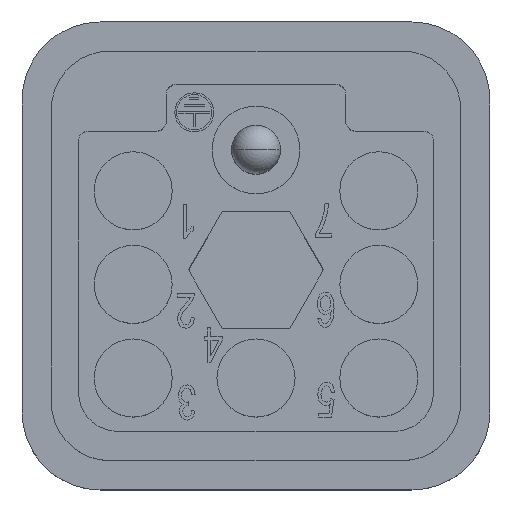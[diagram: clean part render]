
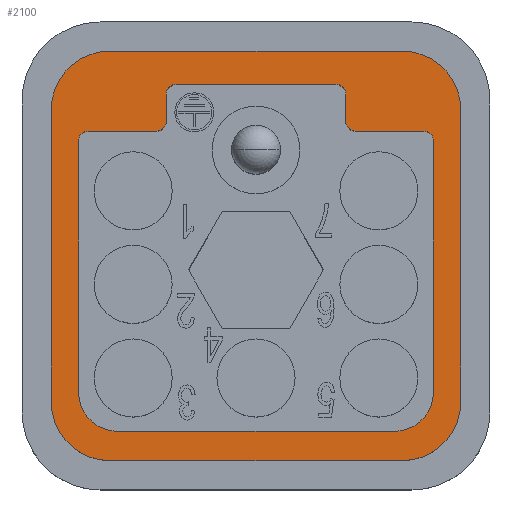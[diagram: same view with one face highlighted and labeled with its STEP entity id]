
A CAD part, top view. The second image highlights one B-rep face of the part: STEP entity #2100.
In plain terms, the highlighted planar face has unit normal (0, 0, 1).
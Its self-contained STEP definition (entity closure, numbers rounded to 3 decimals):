
#10=CARTESIAN_POINT('',(74.873,58.346,12.3));
#20=DIRECTION('',(0.,0.,-1.));
#30=DIRECTION('',(-1.,0.,0.));
#40=AXIS2_PLACEMENT_3D('',#10,#20,#30);
#50=PLANE('',#40);
#60=CARTESIAN_POINT('',(87.806,42.848,12.3));
#70=DIRECTION('',(0.,0.,-1.));
#80=DIRECTION('',(-1.,0.,0.));
#90=AXIS2_PLACEMENT_3D('',#60,#70,#80);
#100=CIRCLE('',#90,2.);
#110=CARTESIAN_POINT('',(89.806,42.848,12.3));
#120=VERTEX_POINT('',#110);
#130=CARTESIAN_POINT('',(87.806,40.848,12.3));
#140=VERTEX_POINT('',#130);
#150=EDGE_CURVE('',#120,#140,#100,.T.);
#160=ORIENTED_EDGE('',*,*,#150,.T.);
#170=CARTESIAN_POINT('',(89.806,58.346,12.3));
#180=DIRECTION('',(0.,1.,0.));
#190=VECTOR('',#180,1.);
#200=LINE('',#170,#190);
#210=CARTESIAN_POINT('',(89.806,55.748,12.3));
#220=VERTEX_POINT('',#210);
#230=EDGE_CURVE('',#120,#220,#200,.T.);
#240=ORIENTED_EDGE('',*,*,#230,.F.);
#250=CARTESIAN_POINT('',(89.306,55.748,12.3));
#260=DIRECTION('',(0.,0.,-1.));
#270=DIRECTION('',(-1.,0.,0.));
#280=AXIS2_PLACEMENT_3D('',#250,#260,#270);
#290=CIRCLE('',#280,0.5);
#300=CARTESIAN_POINT('',(89.306,56.248,12.3));
#310=VERTEX_POINT('',#300);
#320=EDGE_CURVE('',#310,#220,#290,.T.);
#330=ORIENTED_EDGE('',*,*,#320,.T.);
#340=CARTESIAN_POINT('',(74.873,56.248,12.3));
#350=DIRECTION('',(-1.,0.,0.));
#360=VECTOR('',#350,1.);
#370=LINE('',#340,#360);
#380=CARTESIAN_POINT('',(85.816,56.248,12.3));
#390=VERTEX_POINT('',#380);
#400=EDGE_CURVE('',#310,#390,#370,.T.);
#410=ORIENTED_EDGE('',*,*,#400,.F.);
#420=CARTESIAN_POINT('',(85.816,56.758,12.3));
#430=DIRECTION('',(0.,0.,1.));
#440=DIRECTION('',(1.,0.,0.));
#450=AXIS2_PLACEMENT_3D('',#420,#430,#440);
#460=CIRCLE('',#450,0.51);
#470=CARTESIAN_POINT('',(85.306,56.758,12.3));
#480=VERTEX_POINT('',#470);
#490=EDGE_CURVE('',#480,#390,#460,.T.);
#500=ORIENTED_EDGE('',*,*,#490,.T.);
#510=CARTESIAN_POINT('',(85.306,58.346,12.3));
#520=DIRECTION('',(0.,1.,0.));
#530=VECTOR('',#520,1.);
#540=LINE('',#510,#530);
#550=CARTESIAN_POINT('',(85.306,58.138,12.3));
#560=VERTEX_POINT('',#550);
#570=EDGE_CURVE('',#480,#560,#540,.T.);
#580=ORIENTED_EDGE('',*,*,#570,.F.);
#590=CARTESIAN_POINT('',(84.796,58.138,12.3));
#600=DIRECTION('',(0.,0.,-1.));
#610=DIRECTION('',(-1.,0.,0.));
#620=AXIS2_PLACEMENT_3D('',#590,#600,#610);
#630=CIRCLE('',#620,0.51);
#640=CARTESIAN_POINT('',(84.796,58.648,12.3));
#650=VERTEX_POINT('',#640);
#660=EDGE_CURVE('',#650,#560,#630,.T.);
#670=ORIENTED_EDGE('',*,*,#660,.T.);
#680=CARTESIAN_POINT('',(74.873,58.648,12.3));
#690=DIRECTION('',(-1.,0.,0.));
#700=VECTOR('',#690,1.);
#710=LINE('',#680,#700);
#720=CARTESIAN_POINT('',(76.616,58.648,12.3));
#730=VERTEX_POINT('',#720);
#740=EDGE_CURVE('',#650,#730,#710,.T.);
#750=ORIENTED_EDGE('',*,*,#740,.F.);
#760=CARTESIAN_POINT('',(76.616,58.138,12.3));
#770=DIRECTION('',(0.,0.,-1.));
#780=DIRECTION('',(-1.,0.,0.));
#790=AXIS2_PLACEMENT_3D('',#760,#770,#780);
#800=CIRCLE('',#790,0.51);
#810=CARTESIAN_POINT('',(76.106,58.138,12.3));
#820=VERTEX_POINT('',#810);
#830=EDGE_CURVE('',#820,#730,#800,.T.);
#840=ORIENTED_EDGE('',*,*,#830,.T.);
#850=CARTESIAN_POINT('',(76.106,58.346,12.3));
#860=DIRECTION('',(0.,-1.,-0.));
#870=VECTOR('',#860,1.);
#880=LINE('',#850,#870);
#890=CARTESIAN_POINT('',(76.106,56.758,12.3));
#900=VERTEX_POINT('',#890);
#910=EDGE_CURVE('',#820,#900,#880,.T.);
#920=ORIENTED_EDGE('',*,*,#910,.F.);
#930=CARTESIAN_POINT('',(75.596,56.758,12.3));
#940=DIRECTION('',(0.,0.,1.));
#950=DIRECTION('',(1.,0.,0.));
#960=AXIS2_PLACEMENT_3D('',#930,#940,#950);
#970=CIRCLE('',#960,0.51);
#980=CARTESIAN_POINT('',(75.596,56.248,12.3));
#990=VERTEX_POINT('',#980);
#1000=EDGE_CURVE('',#990,#900,#970,.T.);
#1010=ORIENTED_EDGE('',*,*,#1000,.T.);
#1020=CARTESIAN_POINT('',(72.106,56.248,12.3));
#1030=VERTEX_POINT('',#1020);
#1040=EDGE_CURVE('',#990,#1030,#370,.T.);
#1050=ORIENTED_EDGE('',*,*,#1040,.F.);
#1060=CARTESIAN_POINT('',(72.106,55.748,12.3));
#1070=DIRECTION('',(0.,0.,-1.));
#1080=DIRECTION('',(-1.,0.,0.));
#1090=AXIS2_PLACEMENT_3D('',#1060,#1070,#1080);
#1100=CIRCLE('',#1090,0.5);
#1110=CARTESIAN_POINT('',(71.606,55.748,12.3));
#1120=VERTEX_POINT('',#1110);
#1130=EDGE_CURVE('',#1120,#1030,#1100,.T.);
#1140=ORIENTED_EDGE('',*,*,#1130,.T.);
#1150=CARTESIAN_POINT('',(71.606,58.346,12.3));
#1160=DIRECTION('',(0.,-1.,-0.));
#1170=VECTOR('',#1160,1.);
#1180=LINE('',#1150,#1170);
#1190=CARTESIAN_POINT('',(71.606,42.848,12.3));
#1200=VERTEX_POINT('',#1190);
#1210=EDGE_CURVE('',#1120,#1200,#1180,.T.);
#1220=ORIENTED_EDGE('',*,*,#1210,.F.);
#1230=CARTESIAN_POINT('',(73.606,42.848,12.3));
#1240=DIRECTION('',(0.,0.,-1.));
#1250=DIRECTION('',(-1.,0.,0.));
#1260=AXIS2_PLACEMENT_3D('',#1230,#1240,#1250);
#1270=CIRCLE('',#1260,2.);
#1280=CARTESIAN_POINT('',(73.606,40.848,12.3));
#1290=VERTEX_POINT('',#1280);
#1300=EDGE_CURVE('',#1290,#1200,#1270,.T.);
#1310=ORIENTED_EDGE('',*,*,#1300,.T.);
#1320=CARTESIAN_POINT('',(74.873,40.848,12.3));
#1330=DIRECTION('',(1.,0.,0.));
#1340=VECTOR('',#1330,1.);
#1350=LINE('',#1320,#1340);
#1360=EDGE_CURVE('',#1290,#140,#1350,.T.);
#1370=ORIENTED_EDGE('',*,*,#1360,.F.);
#1380=EDGE_LOOP('',(#1370,#1310,#1220,#1140,#1050,#1010,#920,#840,#750,
#670,#580,#500,#410,#330,#240,#160));
#1390=FACE_BOUND('',#1380,.T.);
#1400=CARTESIAN_POINT('',(88.206,57.348,12.3));
#1410=DIRECTION('',(0.,0.,-1.));
#1420=DIRECTION('',(-1.,0.,0.));
#1430=AXIS2_PLACEMENT_3D('',#1400,#1410,#1420);
#1440=CIRCLE('',#1430,3.);
#1450=CARTESIAN_POINT('',(88.206,60.348,12.3));
#1460=VERTEX_POINT('',#1450);
#1470=CARTESIAN_POINT('',(91.206,57.348,12.3));
#1480=VERTEX_POINT('',#1470);
#1490=EDGE_CURVE('',#1460,#1480,#1440,.T.);
#1500=ORIENTED_EDGE('',*,*,#1490,.F.);
#1510=CARTESIAN_POINT('',(91.206,58.346,12.3));
#1520=DIRECTION('',(0.,-1.,0.));
#1530=VECTOR('',#1520,1.);
#1540=LINE('',#1510,#1530);
#1550=CARTESIAN_POINT('',(91.206,42.348,12.3));
#1560=VERTEX_POINT('',#1550);
#1570=EDGE_CURVE('',#1480,#1560,#1540,.T.);
#1580=ORIENTED_EDGE('',*,*,#1570,.F.);
#1590=CARTESIAN_POINT('',(88.206,42.348,12.3));
#1600=DIRECTION('',(0.,0.,1.));
#1610=DIRECTION('',(1.,0.,0.));
#1620=AXIS2_PLACEMENT_3D('',#1590,#1600,#1610);
#1630=CIRCLE('',#1620,3.);
#1640=CARTESIAN_POINT('',(88.206,39.348,12.3));
#1650=VERTEX_POINT('',#1640);
#1660=EDGE_CURVE('',#1650,#1560,#1630,.T.);
#1670=ORIENTED_EDGE('',*,*,#1660,.T.);
#1680=CARTESIAN_POINT('',(74.873,39.348,12.3));
#1690=DIRECTION('',(-1.,0.,0.));
#1700=VECTOR('',#1690,1.);
#1710=LINE('',#1680,#1700);
#1720=CARTESIAN_POINT('',(73.206,39.348,12.3));
#1730=VERTEX_POINT('',#1720);
#1740=EDGE_CURVE('',#1650,#1730,#1710,.T.);
#1750=ORIENTED_EDGE('',*,*,#1740,.F.);
#1760=CARTESIAN_POINT('',(73.206,42.348,12.3));
#1770=DIRECTION('',(0.,0.,-1.));
#1780=DIRECTION('',(-1.,0.,0.));
#1790=AXIS2_PLACEMENT_3D('',#1760,#1770,#1780);
#1800=CIRCLE('',#1790,3.);
#1810=CARTESIAN_POINT('',(70.206,42.348,12.3));
#1820=VERTEX_POINT('',#1810);
#1830=EDGE_CURVE('',#1730,#1820,#1800,.T.);
#1840=ORIENTED_EDGE('',*,*,#1830,.F.);
#1850=CARTESIAN_POINT('',(70.206,58.346,12.3));
#1860=DIRECTION('',(0.,1.,0.));
#1870=VECTOR('',#1860,1.);
#1880=LINE('',#1850,#1870);
#1890=CARTESIAN_POINT('',(70.206,57.348,12.3));
#1900=VERTEX_POINT('',#1890);
#1910=EDGE_CURVE('',#1820,#1900,#1880,.T.);
#1920=ORIENTED_EDGE('',*,*,#1910,.F.);
#1930=CARTESIAN_POINT('',(73.206,57.348,12.3));
#1940=DIRECTION('',(0.,0.,-1.));
#1950=DIRECTION('',(-1.,0.,0.));
#1960=AXIS2_PLACEMENT_3D('',#1930,#1940,#1950);
#1970=CIRCLE('',#1960,3.);
#1980=CARTESIAN_POINT('',(73.206,60.348,12.3));
#1990=VERTEX_POINT('',#1980);
#2000=EDGE_CURVE('',#1900,#1990,#1970,.T.);
#2010=ORIENTED_EDGE('',*,*,#2000,.F.);
#2020=CARTESIAN_POINT('',(74.873,60.348,12.3));
#2030=DIRECTION('',(1.,0.,0.));
#2040=VECTOR('',#2030,1.);
#2050=LINE('',#2020,#2040);
#2060=EDGE_CURVE('',#1990,#1460,#2050,.T.);
#2070=ORIENTED_EDGE('',*,*,#2060,.F.);
#2080=EDGE_LOOP('',(#2070,#2010,#1920,#1840,#1750,#1670,#1580,#1500));
#2090=FACE_OUTER_BOUND('',#2080,.T.);
#2100=ADVANCED_FACE('',(#1390,#2090),#50,.F.);
